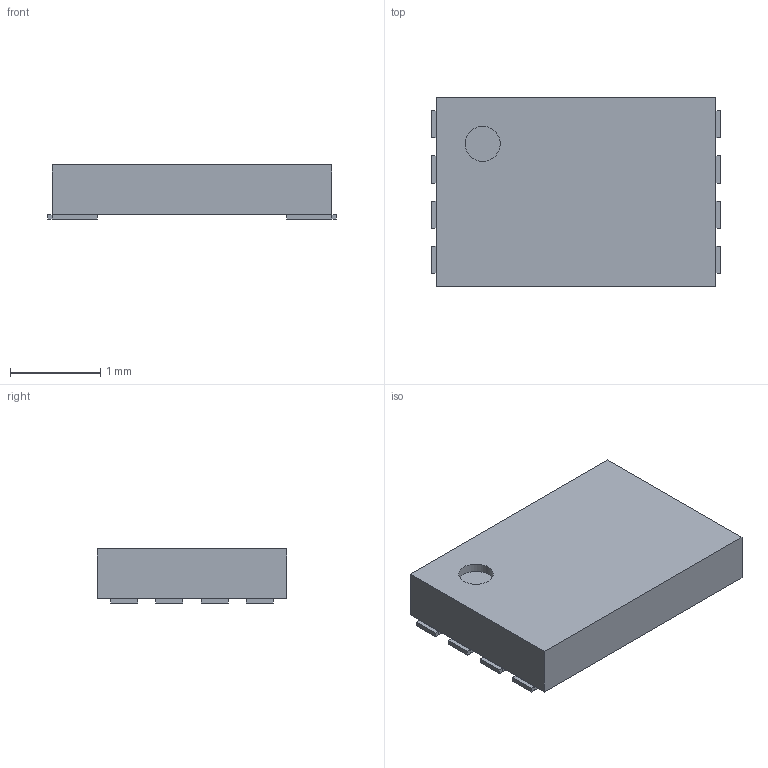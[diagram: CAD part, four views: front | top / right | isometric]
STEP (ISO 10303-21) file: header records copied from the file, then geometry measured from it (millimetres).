
FILE_DESCRIPTION(('Open CASCADE Model'),'2;1');
FILE_NAME('Open CASCADE Shape Model','2023-08-20T13:09:13',('Author'),( 'Open CASCADE'),'Open CASCADE STEP processor 7.5','Open CASCADE 7.5' ,'Unknown');
FILE_SCHEMA(('AUTOMOTIVE_DESIGN { 1 0 10303 214 1 1 1 1 }'));
Length unit declared in the file: millimetre
Products named in the file (6): SON50P300X60_HS-9N.step; Open CASCADE STEP translator 7.5 24.1; Body; Open CASCADE STEP translator 7.5 24.2.1; Pin Shape; Open CASCADE STEP translator 7.5 24.3.1
Assembly tree (12 placements, depth 3):
  SON50P300X60_HS-9N.step
    Open CASCADE STEP translator 7.5 24.1
    Body
      Open CASCADE STEP translator 7.5 24.2.1
    Pin Shape  x8
      Open CASCADE STEP translator 7.5 24.3.1
Bounding box: 3.2 x 2.1 x 0.6 mm (x, y, z)
Volume: 3.6 mm3; surface area: 22.3 mm2
Topology: 9 solids, 10 shells, 89 faces, 176 edges, 107 vertices
Faces by surface type: plane 88, cylinder 1
Full cylindrical faces by diameter (mm): 0.388 x1
Entity records: 1117 total; most frequent: DIRECTION 174, CARTESIAN_POINT 162, LINE 101, VECTOR 101, ORIENTED_EDGE 71, PCURVE 71, DEFINITIONAL_REPRESENTATION 71, EDGE_CURVE 36
